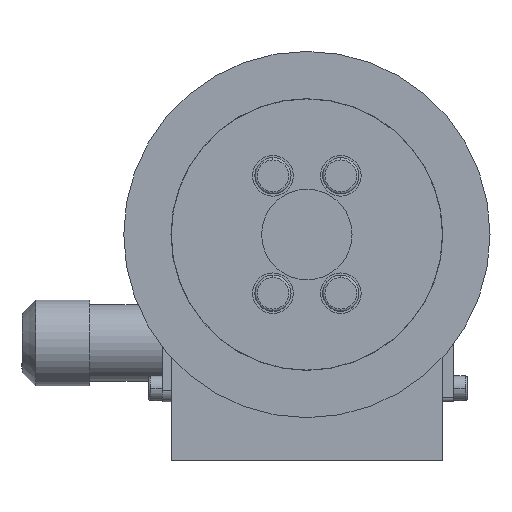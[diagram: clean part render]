
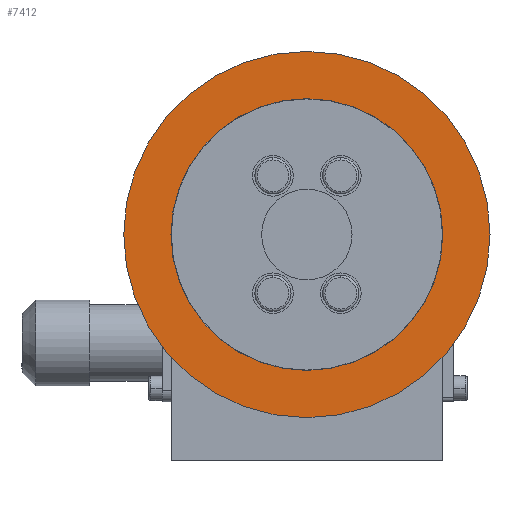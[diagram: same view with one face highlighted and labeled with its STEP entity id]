
A CAD part, left-side view. The second image highlights one B-rep face of the part: STEP entity #7412.
In plain terms, the highlighted planar face has unit normal (-1, 0, 0).
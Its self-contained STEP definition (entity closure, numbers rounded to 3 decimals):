
#7260=CARTESIAN_POINT('',(-1.5,40.3,0.));
#7261=VERTEX_POINT('',#7260);
#7277=CARTESIAN_POINT('',(-1.5,-19.8,0.));
#7278=VERTEX_POINT('',#7277);
#7285=CARTESIAN_POINT('',(-1.5,10.25,0.));
#7286=DIRECTION('',(1.0,0.0,0.0));
#7287=DIRECTION('',(0.0,1.0,0.0));
#7288=AXIS2_PLACEMENT_3D('',#7285,#7286,#7287);
#7289=CIRCLE('',#7288,30.05);
#7290=EDGE_CURVE('',#7261,#7278,#7289,.T.);
#7302=CARTESIAN_POINT('',(-1.5,50.75,0.));
#7303=VERTEX_POINT('',#7302);
#7319=CARTESIAN_POINT('',(-1.5,-30.25,0.));
#7320=VERTEX_POINT('',#7319);
#7327=CARTESIAN_POINT('',(-1.5,10.25,0.));
#7328=DIRECTION('',(1.0,0.0,0.0));
#7329=DIRECTION('',(0.0,1.0,0.0));
#7330=AXIS2_PLACEMENT_3D('',#7327,#7328,#7329);
#7331=CIRCLE('',#7330,40.5);
#7332=EDGE_CURVE('',#7320,#7303,#7331,.T.);
#7343=CARTESIAN_POINT('',(-1.5,10.25,0.));
#7344=DIRECTION('',(1.0,0.0,0.0));
#7345=DIRECTION('',(0.0,1.0,0.0));
#7346=AXIS2_PLACEMENT_3D('',#7343,#7344,#7345);
#7347=CIRCLE('',#7346,40.5);
#7348=EDGE_CURVE('',#7303,#7320,#7347,.T.);
#7387=CARTESIAN_POINT('',(-1.5,10.25,0.));
#7388=DIRECTION('',(1.0,0.0,0.0));
#7389=DIRECTION('',(0.0,1.0,0.0));
#7390=AXIS2_PLACEMENT_3D('',#7387,#7388,#7389);
#7391=CIRCLE('',#7390,30.05);
#7392=EDGE_CURVE('',#7278,#7261,#7391,.T.);
#7399=CARTESIAN_POINT('',(-1.5,45.525,0.));
#7400=DIRECTION('',(-1.0,0.0,0.0));
#7401=DIRECTION('',(0.0,0.0,1.0));
#7402=AXIS2_PLACEMENT_3D('',#7399,#7400,#7401);
#7403=PLANE('',#7402);
#7404=ORIENTED_EDGE('',*,*,#7348,.F.);
#7405=ORIENTED_EDGE('',*,*,#7332,.F.);
#7406=EDGE_LOOP('',(#7404,#7405));
#7407=FACE_OUTER_BOUND('',#7406,.T.);
#7408=ORIENTED_EDGE('',*,*,#7290,.T.);
#7409=ORIENTED_EDGE('',*,*,#7392,.T.);
#7410=EDGE_LOOP('',(#7408,#7409));
#7411=FACE_BOUND('',#7410,.T.);
#7412=ADVANCED_FACE('',(#7407,#7411),#7403,.T.);
